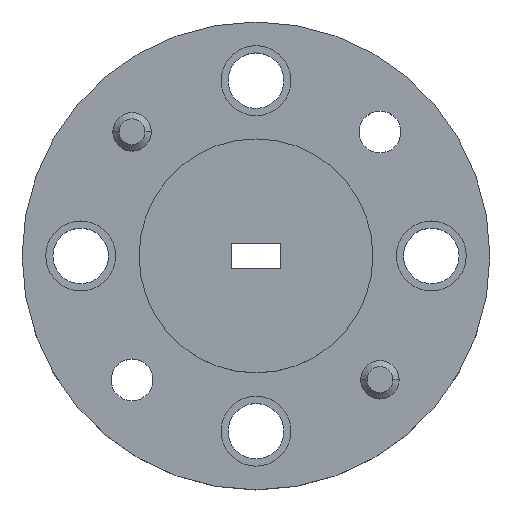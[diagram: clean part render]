
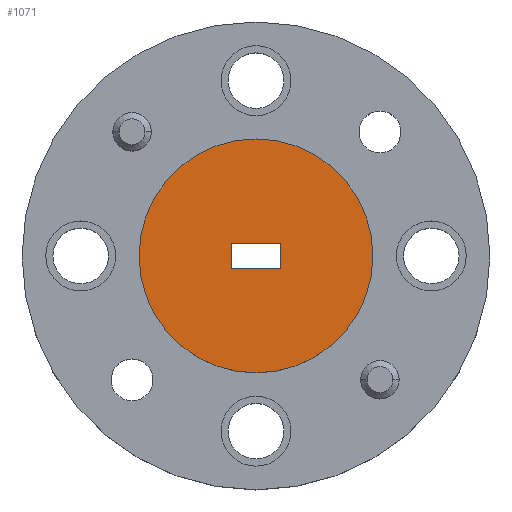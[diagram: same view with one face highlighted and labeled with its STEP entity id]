
A CAD part, top view. The second image highlights one B-rep face of the part: STEP entity #1071.
In plain terms, the highlighted planar face has unit normal (0, 0, 1).
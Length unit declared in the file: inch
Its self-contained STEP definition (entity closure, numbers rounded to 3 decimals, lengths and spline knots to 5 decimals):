
#8 = DIRECTION ( 'NONE',  ( 1., 0., 0. ) ) ;
#101 = EDGE_LOOP ( 'NONE', ( #1484, #1073, #695, #1961 ) ) ;
#107 = CIRCLE ( 'NONE', #718, 0.1875 ) ;
#177 = VERTEX_POINT ( 'NONE', #1077 ) ;
#225 = DIRECTION ( 'NONE',  ( 1., 0., 0. ) ) ;
#265 = EDGE_CURVE ( 'NONE', #970, #603, #723, .T. ) ;
#312 = AXIS2_PLACEMENT_3D ( 'NONE', #838, #1039, #1415 ) ;
#470 = CARTESIAN_POINT ( 'NONE',  ( 0.04, -0.02, 0.037 ) ) ;
#543 = EDGE_CURVE ( 'NONE', #733, #970, #939, .T. ) ;
#551 = CIRCLE ( 'NONE', #312, 0.1875 ) ;
#603 = VERTEX_POINT ( 'NONE', #1389 ) ;
#683 = VECTOR ( 'NONE', #225, 39.37008 ) ;
#695 = ORIENTED_EDGE ( 'NONE', *, *, #715, .F. ) ;
#715 = EDGE_CURVE ( 'NONE', #603, #1785, #1937, .T. ) ;
#718 = AXIS2_PLACEMENT_3D ( 'NONE', #1737, #1601, #8 ) ;
#723 = LINE ( 'NONE', #2056, #2296 ) ;
#733 = VERTEX_POINT ( 'NONE', #470 ) ;
#802 = CARTESIAN_POINT ( 'NONE',  ( -0.04, -0.02, 0.037 ) ) ;
#838 = CARTESIAN_POINT ( 'NONE',  ( 0., 0., 0.037 ) ) ;
#846 = VECTOR ( 'NONE', #1898, 39.37008 ) ;
#939 = LINE ( 'NONE', #1142, #846 ) ;
#970 = VERTEX_POINT ( 'NONE', #2259 ) ;
#1025 = FACE_OUTER_BOUND ( 'NONE', #1775, .T. ) ;
#1039 = DIRECTION ( 'NONE',  ( 0., 0., 1. ) ) ;
#1071 = ADVANCED_FACE ( 'NONE', ( #1970, #1025 ), #1786, .T. ) ;
#1073 = ORIENTED_EDGE ( 'NONE', *, *, #2383, .F. ) ;
#1077 = CARTESIAN_POINT ( 'NONE',  ( 0.1875, 0., 0.037 ) ) ;
#1111 = DIRECTION ( 'NONE',  ( -1., 0., 0. ) ) ;
#1142 = CARTESIAN_POINT ( 'NONE',  ( 0.04, -0.02, 0.037 ) ) ;
#1205 = VERTEX_POINT ( 'NONE', #1664 ) ;
#1253 = DIRECTION ( 'NONE',  ( 1., 0., 0. ) ) ;
#1328 = AXIS2_PLACEMENT_3D ( 'NONE', #1480, #1468, #1253 ) ;
#1389 = CARTESIAN_POINT ( 'NONE',  ( -0.04, 0.02, 0.037 ) ) ;
#1415 = DIRECTION ( 'NONE',  ( 1., 0., 0. ) ) ;
#1468 = DIRECTION ( 'NONE',  ( 0., 0., 1. ) ) ;
#1480 = CARTESIAN_POINT ( 'NONE',  ( 0., 0., 0.037 ) ) ;
#1484 = ORIENTED_EDGE ( 'NONE', *, *, #543, .F. ) ;
#1503 = CARTESIAN_POINT ( 'NONE',  ( -0.04, -0.02, 0.037 ) ) ;
#1562 = CARTESIAN_POINT ( 'NONE',  ( -0.04, -0.02, 0.037 ) ) ;
#1566 = DIRECTION ( 'NONE',  ( 0., -1., 0. ) ) ;
#1592 = ORIENTED_EDGE ( 'NONE', *, *, #1852, .T. ) ;
#1601 = DIRECTION ( 'NONE',  ( 0., 0., 1. ) ) ;
#1664 = CARTESIAN_POINT ( 'NONE',  ( -0.1875, 0., 0.037 ) ) ;
#1737 = CARTESIAN_POINT ( 'NONE',  ( 0., 0., 0.037 ) ) ;
#1775 = EDGE_LOOP ( 'NONE', ( #2048, #1592 ) ) ;
#1785 = VERTEX_POINT ( 'NONE', #1503 ) ;
#1786 = PLANE ( 'NONE',  #1328 ) ;
#1852 = EDGE_CURVE ( 'NONE', #177, #1205, #107, .T. ) ;
#1898 = DIRECTION ( 'NONE',  ( 0., 1., 0. ) ) ;
#1937 = LINE ( 'NONE', #802, #2488 ) ;
#1961 = ORIENTED_EDGE ( 'NONE', *, *, #265, .F. ) ;
#1970 = FACE_BOUND ( 'NONE', #101, .T. ) ;
#2048 = ORIENTED_EDGE ( 'NONE', *, *, #2485, .T. ) ;
#2056 = CARTESIAN_POINT ( 'NONE',  ( -0.04, 0.02, 0.037 ) ) ;
#2259 = CARTESIAN_POINT ( 'NONE',  ( 0.04, 0.02, 0.037 ) ) ;
#2296 = VECTOR ( 'NONE', #1111, 39.37008 ) ;
#2329 = LINE ( 'NONE', #1562, #683 ) ;
#2383 = EDGE_CURVE ( 'NONE', #1785, #733, #2329, .T. ) ;
#2485 = EDGE_CURVE ( 'NONE', #1205, #177, #551, .T. ) ;
#2488 = VECTOR ( 'NONE', #1566, 39.37008 ) ;
